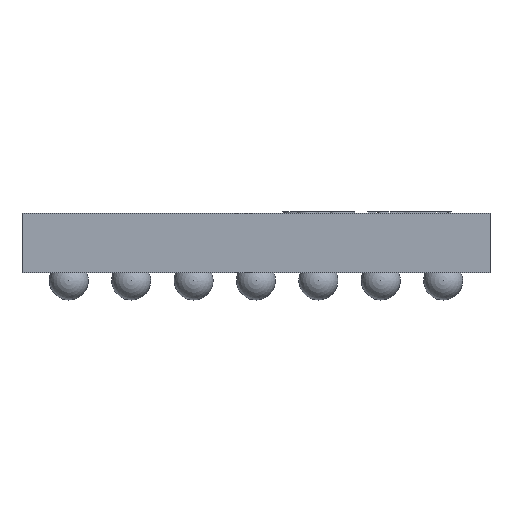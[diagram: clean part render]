
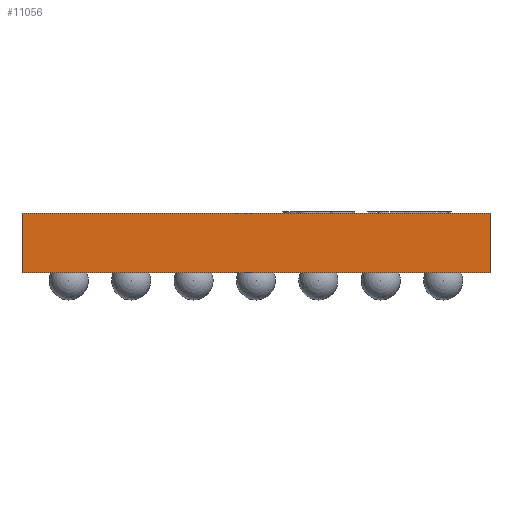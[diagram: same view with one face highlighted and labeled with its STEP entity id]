
A CAD part, front view. The second image highlights one B-rep face of the part: STEP entity #11056.
In plain terms, the highlighted planar face has unit normal (0, -1, 0).
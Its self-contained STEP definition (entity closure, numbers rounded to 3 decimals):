
#49 = ORIENTED_EDGE ( 'NONE', *, *, #14170, .F. ) ;
#122 = CARTESIAN_POINT ( 'NONE',  ( -1.5, -1.6, -0.38 ) ) ;
#424 = DIRECTION ( 'NONE',  ( 1., 0., 0. ) ) ;
#581 = CARTESIAN_POINT ( 'NONE',  ( 1.5, -1.6, 0. ) ) ;
#1165 = VECTOR ( 'NONE', #13947, 1000. ) ;
#1590 = LINE ( 'NONE', #6393, #10962 ) ;
#1734 = DIRECTION ( 'NONE',  ( 1., 0., 0. ) ) ;
#2312 = EDGE_LOOP ( 'NONE', ( #49, #10556, #11703, #13491 ) ) ;
#2438 = PLANE ( 'NONE',  #10493 ) ;
#3349 = VERTEX_POINT ( 'NONE', #11439 ) ;
#3457 = VECTOR ( 'NONE', #424, 1000. ) ;
#4395 = LINE ( 'NONE', #9197, #1165 ) ;
#4961 = DIRECTION ( 'NONE',  ( 0., -1., 0. ) ) ;
#5225 = EDGE_CURVE ( 'NONE', #11745, #12509, #7710, .T. ) ;
#6393 = CARTESIAN_POINT ( 'NONE',  ( 1.5, -1.6, -0.38 ) ) ;
#6419 = LINE ( 'NONE', #11226, #3457 ) ;
#7710 = LINE ( 'NONE', #12496, #11454 ) ;
#9197 = CARTESIAN_POINT ( 'NONE',  ( -1.5, -1.6, -0.38 ) ) ;
#9769 = DIRECTION ( 'NONE',  ( 0., 0., -1. ) ) ;
#10357 = VERTEX_POINT ( 'NONE', #581 ) ;
#10405 = CARTESIAN_POINT ( 'NONE',  ( -1.5, -1.6, -0.38 ) ) ;
#10493 = AXIS2_PLACEMENT_3D ( 'NONE', #122, #4961, #9769 ) ;
#10556 = ORIENTED_EDGE ( 'NONE', *, *, #13957, .F. ) ;
#10568 = CARTESIAN_POINT ( 'NONE',  ( 1.5, -1.6, -0.38 ) ) ;
#10962 = VECTOR ( 'NONE', #11200, 1000. ) ;
#11056 = ADVANCED_FACE ( 'NONE', ( #13180 ), #2438, .T. ) ;
#11200 = DIRECTION ( 'NONE',  ( 0., 0., 1. ) ) ;
#11226 = CARTESIAN_POINT ( 'NONE',  ( -1.5, -1.6, 0. ) ) ;
#11439 = CARTESIAN_POINT ( 'NONE',  ( -1.5, -1.6, 0. ) ) ;
#11454 = VECTOR ( 'NONE', #1734, 1000. ) ;
#11703 = ORIENTED_EDGE ( 'NONE', *, *, #5225, .T. ) ;
#11745 = VERTEX_POINT ( 'NONE', #10405 ) ;
#12496 = CARTESIAN_POINT ( 'NONE',  ( -1.5, -1.6, -0.38 ) ) ;
#12509 = VERTEX_POINT ( 'NONE', #10568 ) ;
#13134 = EDGE_CURVE ( 'NONE', #12509, #10357, #1590, .T. ) ;
#13180 = FACE_OUTER_BOUND ( 'NONE', #2312, .T. ) ;
#13491 = ORIENTED_EDGE ( 'NONE', *, *, #13134, .T. ) ;
#13947 = DIRECTION ( 'NONE',  ( 0., 0., 1. ) ) ;
#13957 = EDGE_CURVE ( 'NONE', #11745, #3349, #4395, .T. ) ;
#14170 = EDGE_CURVE ( 'NONE', #3349, #10357, #6419, .T. ) ;
